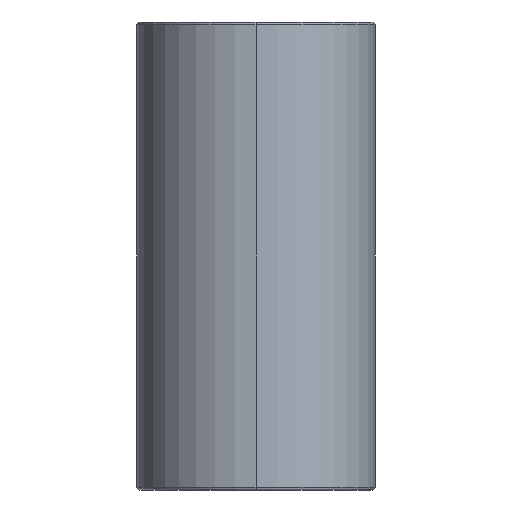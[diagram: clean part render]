
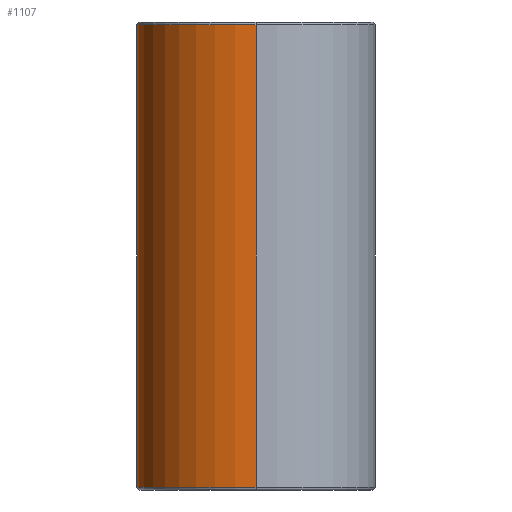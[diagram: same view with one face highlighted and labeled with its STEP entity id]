
A CAD part, left-side view. The second image highlights one B-rep face of the part: STEP entity #1107.
In plain terms, the highlighted cylindrical face has radius 14 mm (diameter 28 mm), a partial arc.
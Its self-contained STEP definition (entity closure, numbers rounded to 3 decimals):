
#5 = CARTESIAN_POINT ( 'NONE',  ( -186., 0., 50.3 ) ) ;
#65 = CARTESIAN_POINT ( 'NONE',  ( -186.018, 0.777, 50.252 ) ) ;
#78 = ORIENTED_EDGE ( 'NONE', *, *, #667, .T. ) ;
#101 = CARTESIAN_POINT ( 'NONE',  ( -186.878, 4.879, 46.812 ) ) ;
#106 = AXIS2_PLACEMENT_3D ( 'NONE', #355, #803, #1258 ) ;
#108 = CARTESIAN_POINT ( 'NONE',  ( -186.554, 3.908, 41.497 ) ) ;
#112 = CARTESIAN_POINT ( 'NONE',  ( -214., 0., 54.7 ) ) ;
#118 = CARTESIAN_POINT ( 'NONE',  ( -186., 0., 39.7 ) ) ;
#147 = CARTESIAN_POINT ( 'NONE',  ( -186., 0., 54.7 ) ) ;
#158 = LINE ( 'NONE', #493, #197 ) ;
#197 = VECTOR ( 'NONE', #939, 1000. ) ;
#207 = EDGE_CURVE ( 'NONE', #1218, #440, #389, .T. ) ;
#209 = ORIENTED_EDGE ( 'NONE', *, *, #624, .T. ) ;
#211 = CARTESIAN_POINT ( 'NONE',  ( -186.636, 4.175, 48.166 ) ) ;
#219 = CARTESIAN_POINT ( 'NONE',  ( -186.795, 4.654, 42.631 ) ) ;
#226 = CARTESIAN_POINT ( 'NONE',  ( -186., 0.171, 39.7 ) ) ;
#229 = B_SPLINE_CURVE_WITH_KNOTS ( 'NONE', 3,
 ( #5, #454, #903, #1357, #342 ),
 .UNSPECIFIED., .F., .F.,
 ( 4, 1, 4 ),
 ( 0., 0., 0. ),
 .UNSPECIFIED. ) ;
#237 = CARTESIAN_POINT ( 'NONE',  ( -186., 0., 55. ) ) ;
#285 = EDGE_CURVE ( 'NONE', #347, #460, #601, .T. ) ;
#319 = CARTESIAN_POINT ( 'NONE',  ( -186.443, 3.498, 48.919 ) ) ;
#327 = VERTEX_POINT ( 'NONE', #663 ) ;
#328 = CARTESIAN_POINT ( 'NONE',  ( -186.981, 5.15, 44.266 ) ) ;
#334 = CARTESIAN_POINT ( 'NONE',  ( -186.025, 0.857, 39.77 ) ) ;
#342 = CARTESIAN_POINT ( 'NONE',  ( -186., 0.088, 50.299 ) ) ;
#347 = VERTEX_POINT ( 'NONE', #1001 ) ;
#355 = CARTESIAN_POINT ( 'NONE',  ( -200., 0., 55. ) ) ;
#389 = LINE ( 'NONE', #835, #842 ) ;
#396 = CARTESIAN_POINT ( 'NONE',  ( -200., 0., 0.3 ) ) ;
#416 = VERTEX_POINT ( 'NONE', #112 ) ;
#430 = CARTESIAN_POINT ( 'NONE',  ( -186.258, 2.692, 49.544 ) ) ;
#440 = VERTEX_POINT ( 'NONE', #1239 ) ;
#442 = CARTESIAN_POINT ( 'NONE',  ( -186.986, 5.162, 45.643 ) ) ;
#447 = CARTESIAN_POINT ( 'NONE',  ( -186.189, 2.314, 40.244 ) ) ;
#454 = CARTESIAN_POINT ( 'NONE',  ( -186., 0.015, 50.3 ) ) ;
#460 = VERTEX_POINT ( 'NONE', #1132 ) ;
#462 = CARTESIAN_POINT ( 'NONE',  ( -200., 0., 54.7 ) ) ;
#468 = VERTEX_POINT ( 'NONE', #118 ) ;
#483 = VECTOR ( 'NONE', #686, 1000. ) ;
#493 = CARTESIAN_POINT ( 'NONE',  ( -214., 0., 55. ) ) ;
#509 = EDGE_CURVE ( 'NONE', #468, #347, #1245, .T. ) ;
#515 = CARTESIAN_POINT ( 'NONE',  ( -186.071, 1.445, 50.102 ) ) ;
#554 = CARTESIAN_POINT ( 'NONE',  ( -186.898, 4.934, 46.65 ) ) ;
#562 = CARTESIAN_POINT ( 'NONE',  ( -186.426, 3.434, 41.012 ) ) ;
#569 = B_SPLINE_CURVE_WITH_KNOTS ( 'NONE', 3,
 ( #629, #1076, #65, #515, #962, #1440, #430, #878, #1332, #319, #766, #1219, #211, #661, #1110, #101, #554, #999, #1453, #442, #889, #1342, #328, #774, #1227, #219, #670, #1121, #108, #562, #1006, #1459, #447, #895, #1348, #334, #782, #1236, #226, #677 ),
 .UNSPECIFIED., .F., .F.,
 ( 4, 2, 2, 2, 2, 2, 2, 2, 2, 2, 2, 2, 2, 2, 2, 2, 2, 2, 2, 4 ),
 ( 0., 0.001, 0.002, 0.003, 0.004, 0.004, 0.005, 0.006, 0.007, 0.007, 0.008, 0.009, 0.011, 0.012, 0.013, 0.014, 0.015, 0.016, 0.016, 0.017 ),
 .UNSPECIFIED. ) ;
#601 = CIRCLE ( 'NONE', #1413, 14. ) ;
#604 = CIRCLE ( 'NONE', #1414, 14. ) ;
#624 = EDGE_CURVE ( 'NONE', #327, #468, #569, .T. ) ;
#629 = CARTESIAN_POINT ( 'NONE',  ( -186., 0.088, 50.299 ) ) ;
#661 = CARTESIAN_POINT ( 'NONE',  ( -186.755, 4.54, 47.588 ) ) ;
#663 = CARTESIAN_POINT ( 'NONE',  ( -186., 0.088, 50.299 ) ) ;
#667 = EDGE_CURVE ( 'NONE', #440, #327, #229, .T. ) ;
#670 = CARTESIAN_POINT ( 'NONE',  ( -186.74, 4.494, 42.33 ) ) ;
#677 = CARTESIAN_POINT ( 'NONE',  ( -186., 0., 39.7 ) ) ;
#686 = DIRECTION ( 'NONE',  ( 0., 0., -1. ) ) ;
#713 = EDGE_CURVE ( 'NONE', #416, #1218, #604, .T. ) ;
#765 = ORIENTED_EDGE ( 'NONE', *, *, #509, .T. ) ;
#766 = CARTESIAN_POINT ( 'NONE',  ( -186.475, 3.619, 48.801 ) ) ;
#774 = CARTESIAN_POINT ( 'NONE',  ( -186.929, 5.014, 43.594 ) ) ;
#782 = CARTESIAN_POINT ( 'NONE',  ( -186.016, 0.685, 39.743 ) ) ;
#803 = DIRECTION ( 'NONE',  ( 0., 0., -1. ) ) ;
#835 = CARTESIAN_POINT ( 'NONE',  ( -186., 0., 55. ) ) ;
#840 = DIRECTION ( 'NONE',  ( 0., 0., 1. ) ) ;
#842 = VECTOR ( 'NONE', #1294, 1000. ) ;
#878 = CARTESIAN_POINT ( 'NONE',  ( -186.349, 3.108, 49.248 ) ) ;
#889 = CARTESIAN_POINT ( 'NONE',  ( -186.998, 5.191, 45.302 ) ) ;
#895 = CARTESIAN_POINT ( 'NONE',  ( -186.099, 1.689, 39.977 ) ) ;
#903 = CARTESIAN_POINT ( 'NONE',  ( -186., 0.044, 50.3 ) ) ;
#910 = DIRECTION ( 'NONE',  ( 0., 0., -1. ) ) ;
#916 = FACE_OUTER_BOUND ( 'NONE', #1108, .T. ) ;
#939 = DIRECTION ( 'NONE',  ( 0., 0., -1. ) ) ;
#950 = ORIENTED_EDGE ( 'NONE', *, *, #207, .T. ) ;
#962 = CARTESIAN_POINT ( 'NONE',  ( -186.109, 1.775, 49.992 ) ) ;
#968 = ORIENTED_EDGE ( 'NONE', *, *, #285, .T. ) ;
#999 = CARTESIAN_POINT ( 'NONE',  ( -186.934, 5.028, 46.32 ) ) ;
#1001 = CARTESIAN_POINT ( 'NONE',  ( -186., 0., 0.3 ) ) ;
#1006 = CARTESIAN_POINT ( 'NONE',  ( -186.362, 3.176, 40.795 ) ) ;
#1076 = CARTESIAN_POINT ( 'NONE',  ( -186.002, 0.436, 50.293 ) ) ;
#1107 = ADVANCED_FACE ( 'NONE', ( #916 ), #1371, .T. ) ;
#1108 = EDGE_LOOP ( 'NONE', ( #1225, #950, #78, #209, #765, #968, #1150 ) ) ;
#1110 = CARTESIAN_POINT ( 'NONE',  ( -186.809, 4.693, 47.286 ) ) ;
#1121 = CARTESIAN_POINT ( 'NONE',  ( -186.619, 4.123, 41.764 ) ) ;
#1132 = CARTESIAN_POINT ( 'NONE',  ( -214., 0., 0.3 ) ) ;
#1150 = ORIENTED_EDGE ( 'NONE', *, *, #1299, .F. ) ;
#1218 = VERTEX_POINT ( 'NONE', #147 ) ;
#1219 = CARTESIAN_POINT ( 'NONE',  ( -186.572, 3.967, 48.434 ) ) ;
#1225 = ORIENTED_EDGE ( 'NONE', *, *, #713, .T. ) ;
#1227 = CARTESIAN_POINT ( 'NONE',  ( -186.89, 4.915, 43.267 ) ) ;
#1236 = CARTESIAN_POINT ( 'NONE',  ( -186.003, 0.342, 39.709 ) ) ;
#1239 = CARTESIAN_POINT ( 'NONE',  ( -186., 0., 50.3 ) ) ;
#1245 = LINE ( 'NONE', #237, #483 ) ;
#1258 = DIRECTION ( 'NONE',  ( -1., 0., 0. ) ) ;
#1294 = DIRECTION ( 'NONE',  ( 0., 0., -1. ) ) ;
#1298 = DIRECTION ( 'NONE',  ( 1., 0., 0. ) ) ;
#1299 = EDGE_CURVE ( 'NONE', #416, #460, #158, .T. ) ;
#1332 = CARTESIAN_POINT ( 'NONE',  ( -186.38, 3.242, 49.142 ) ) ;
#1342 = CARTESIAN_POINT ( 'NONE',  ( -186.996, 5.186, 44.614 ) ) ;
#1348 = CARTESIAN_POINT ( 'NONE',  ( -186.063, 1.364, 39.874 ) ) ;
#1357 = CARTESIAN_POINT ( 'NONE',  ( -186., 0.074, 50.299 ) ) ;
#1364 = DIRECTION ( 'NONE',  ( 1., 0., 0. ) ) ;
#1371 = CYLINDRICAL_SURFACE ( 'NONE', #106, 14. ) ;
#1413 = AXIS2_PLACEMENT_3D ( 'NONE', #396, #840, #1298 ) ;
#1414 = AXIS2_PLACEMENT_3D ( 'NONE', #462, #910, #1364 ) ;
#1440 = CARTESIAN_POINT ( 'NONE',  ( -186.203, 2.398, 49.713 ) ) ;
#1453 = CARTESIAN_POINT ( 'NONE',  ( -186.949, 5.068, 46.15 ) ) ;
#1459 = CARTESIAN_POINT ( 'NONE',  ( -186.244, 2.618, 40.411 ) ) ;
